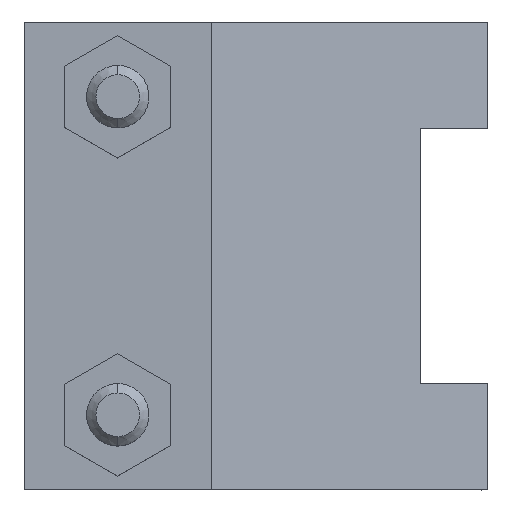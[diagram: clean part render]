
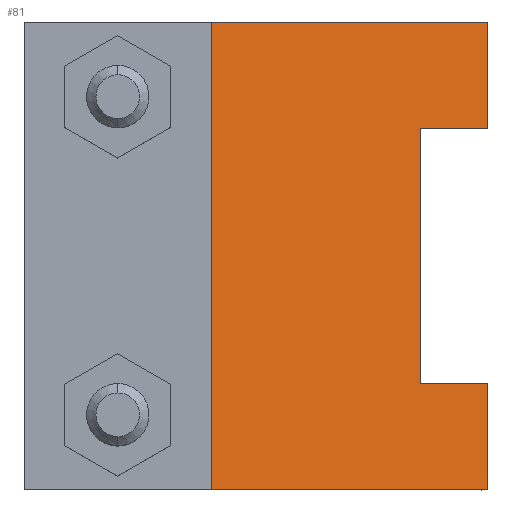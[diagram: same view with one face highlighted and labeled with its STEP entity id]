
A CAD part, top view. The second image highlights one B-rep face of the part: STEP entity #81.
In plain terms, the highlighted planar face has unit normal (0.174, 0, 0.985).
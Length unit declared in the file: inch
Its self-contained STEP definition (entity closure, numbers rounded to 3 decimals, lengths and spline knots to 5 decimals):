
#81=ADVANCED_FACE('',(#189),#190,.T.);
#189=FACE_OUTER_BOUND('',#328,.T.);
#190=PLANE('',#329);
#328=EDGE_LOOP('',(#492,#493,#494,#495,#496,#497,#498,#499));
#329=AXIS2_PLACEMENT_3D('',#500,#501,#502);
#492=ORIENTED_EDGE('',*,*,#843,.T.);
#493=ORIENTED_EDGE('',*,*,#844,.T.);
#494=ORIENTED_EDGE('',*,*,#845,.F.);
#495=ORIENTED_EDGE('',*,*,#846,.T.);
#496=ORIENTED_EDGE('',*,*,#834,.T.);
#497=ORIENTED_EDGE('',*,*,#847,.T.);
#498=ORIENTED_EDGE('',*,*,#830,.F.);
#499=ORIENTED_EDGE('',*,*,#848,.F.);
#500=CARTESIAN_POINT('',(-1.70372,2.28346,0.54028));
#501=DIRECTION('',(0.174,0.,0.985));
#502=DIRECTION('',(0.,-1.0,0.));
#830=EDGE_CURVE('',#987,#982,#989,.T.);
#834=EDGE_CURVE('',#996,#994,#997,.T.);
#843=EDGE_CURVE('',#1010,#1011,#1012,.T.);
#844=EDGE_CURVE('',#1011,#1013,#1014,.T.);
#845=EDGE_CURVE('',#1015,#1013,#1016,.T.);
#846=EDGE_CURVE('',#1015,#996,#1017,.T.);
#847=EDGE_CURVE('',#994,#982,#1018,.T.);
#848=EDGE_CURVE('',#1010,#987,#1019,.T.);
#982=VERTEX_POINT('',#1199);
#987=VERTEX_POINT('',#1206);
#989=LINE('',#1209,#1210);
#994=VERTEX_POINT('',#1216);
#996=VERTEX_POINT('',#1219);
#997=LINE('',#1220,#1221);
#1010=VERTEX_POINT('',#1239);
#1011=VERTEX_POINT('',#1240);
#1012=LINE('',#1241,#1242);
#1013=VERTEX_POINT('',#1243);
#1014=LINE('',#1244,#1245);
#1015=VERTEX_POINT('',#1246);
#1016=LINE('',#1247,#1248);
#1017=LINE('',#1249,#1250);
#1018=LINE('',#1251,#1252);
#1019=LINE('',#1253,#1254);
#1199=CARTESIAN_POINT('',(0.04102,1.61417,0.23263));
#1206=CARTESIAN_POINT('',(0.04102,2.28346,0.23263));
#1209=CARTESIAN_POINT('',(0.04102,2.28346,0.23263));
#1210=VECTOR('',#1467,0.3937);
#1216=CARTESIAN_POINT('',(-0.38547,1.61417,0.30783));
#1219=CARTESIAN_POINT('',(-0.38547,0.0,0.30783));
#1220=CARTESIAN_POINT('',(-0.38547,1.94882,0.30783));
#1221=VECTOR('',#1470,0.3937);
#1239=CARTESIAN_POINT('',(-1.70372,2.28346,0.54028));
#1240=CARTESIAN_POINT('',(-1.70372,-0.66929,0.54028));
#1241=CARTESIAN_POINT('',(-1.70372,2.28346,0.54028));
#1242=VECTOR('',#1476,0.3937);
#1243=CARTESIAN_POINT('',(0.04102,-0.66929,0.23263));
#1244=CARTESIAN_POINT('',(-1.70372,-0.66929,0.54028));
#1245=VECTOR('',#1477,0.3937);
#1246=CARTESIAN_POINT('',(0.04102,0.,0.23263));
#1247=CARTESIAN_POINT('',(0.04102,2.28346,0.23263));
#1248=VECTOR('',#1478,0.3937);
#1249=CARTESIAN_POINT('',(-1.0446,0.0,0.42405));
#1250=VECTOR('',#1479,0.3937);
#1251=CARTESIAN_POINT('',(-0.83135,1.61417,0.38645));
#1252=VECTOR('',#1480,0.3937);
#1253=CARTESIAN_POINT('',(-1.70372,2.28346,0.54028));
#1254=VECTOR('',#1481,0.3937);
#1467=DIRECTION('',(0.,-1.0,0.));
#1470=DIRECTION('',(0.,1.0,0.));
#1476=DIRECTION('',(0.,-1.0,0.));
#1477=DIRECTION('',(0.985,0.,-0.174));
#1478=DIRECTION('',(0.,-1.0,0.));
#1479=DIRECTION('',(-0.985,0.,0.174));
#1480=DIRECTION('',(0.985,0.,-0.174));
#1481=DIRECTION('',(0.985,0.,-0.174));
